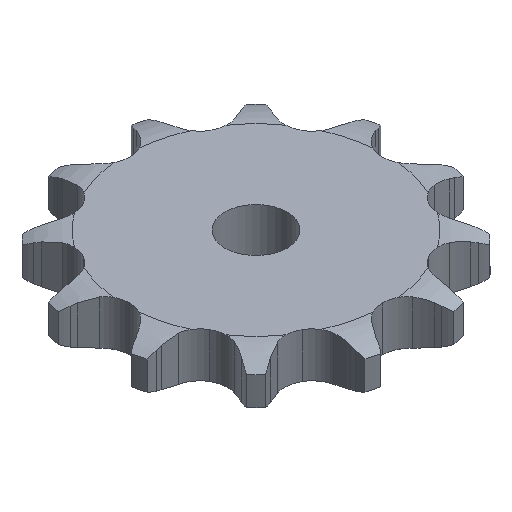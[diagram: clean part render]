
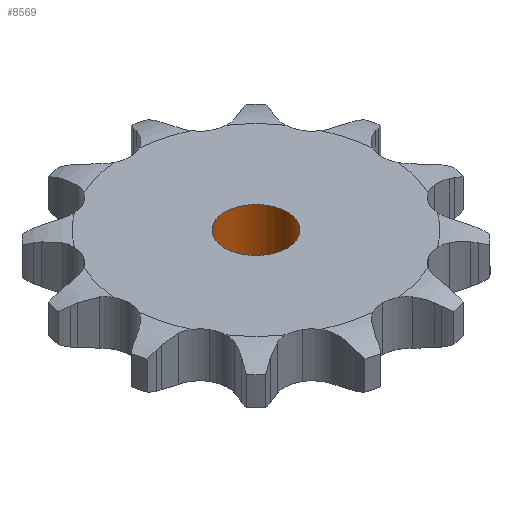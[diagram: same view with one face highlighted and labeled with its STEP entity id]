
A CAD part, isometric view. The second image highlights one B-rep face of the part: STEP entity #8569.
In plain terms, the highlighted cylindrical face has radius 5 mm (diameter 10 mm), a full revolution.
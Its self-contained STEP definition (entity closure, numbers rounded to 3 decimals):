
#446 = PLANE('',#447);
#447 = AXIS2_PLACEMENT_3D('',#448,#449,#450);
#448 = CARTESIAN_POINT('',(0.,0.,7.2));
#449 = DIRECTION('',(-0.,-0.,-1.));
#450 = DIRECTION('',(-1.,0.,0.));
#652 = PLANE('',#653);
#653 = AXIS2_PLACEMENT_3D('',#654,#655,#656);
#654 = CARTESIAN_POINT('',(0.,0.,0.));
#655 = DIRECTION('',(-0.,-0.,-1.));
#656 = DIRECTION('',(-1.,0.,0.));
#2080 = EDGE_CURVE('',#2081,#2081,#2083,.T.);
#2081 = VERTEX_POINT('',#2082);
#2082 = CARTESIAN_POINT('',(5.,0.,7.2));
#2083 = SURFACE_CURVE('',#2084,(#2089,#2100),.PCURVE_S1.);
#2084 = CIRCLE('',#2085,5.);
#2085 = AXIS2_PLACEMENT_3D('',#2086,#2087,#2088);
#2086 = CARTESIAN_POINT('',(0.,0.,7.2));
#2087 = DIRECTION('',(0.,0.,1.));
#2088 = DIRECTION('',(1.,0.,0.));
#2089 = PCURVE('',#446,#2090);
#2090 = DEFINITIONAL_REPRESENTATION('',(#2091),#2099);
#2091 = ( BOUNDED_CURVE() B_SPLINE_CURVE(2,(#2092,#2093,#2094,#2095,
#2096,#2097,#2098),.UNSPECIFIED.,.T.,.F.) B_SPLINE_CURVE_WITH_KNOTS((1,2
    ,2,2,2,1),(-2.094,0.,2.094,4.189,
6.283,8.378),.UNSPECIFIED.) CURVE() 
GEOMETRIC_REPRESENTATION_ITEM() RATIONAL_B_SPLINE_CURVE((1.,0.5,1.,0.5,
1.,0.5,1.)) REPRESENTATION_ITEM('') );
#2092 = CARTESIAN_POINT('',(-5.,0.));
#2093 = CARTESIAN_POINT('',(-5.,8.66));
#2094 = CARTESIAN_POINT('',(2.5,4.33));
#2095 = CARTESIAN_POINT('',(10.,0.));
#2096 = CARTESIAN_POINT('',(2.5,-4.33));
#2097 = CARTESIAN_POINT('',(-5.,-8.66));
#2098 = CARTESIAN_POINT('',(-5.,0.));
#2099 = ( GEOMETRIC_REPRESENTATION_CONTEXT(2) 
PARAMETRIC_REPRESENTATION_CONTEXT() REPRESENTATION_CONTEXT('2D SPACE',''
  ) );
#2100 = PCURVE('',#2101,#2106);
#2101 = CYLINDRICAL_SURFACE('',#2102,5.);
#2102 = AXIS2_PLACEMENT_3D('',#2103,#2104,#2105);
#2103 = CARTESIAN_POINT('',(0.,0.,86.932));
#2104 = DIRECTION('',(0.,0.,1.));
#2105 = DIRECTION('',(1.,0.,0.));
#2106 = DEFINITIONAL_REPRESENTATION('',(#2107),#2111);
#2107 = LINE('',#2108,#2109);
#2108 = CARTESIAN_POINT('',(0.,-79.732));
#2109 = VECTOR('',#2110,1.);
#2110 = DIRECTION('',(1.,0.));
#2111 = ( GEOMETRIC_REPRESENTATION_CONTEXT(2) 
PARAMETRIC_REPRESENTATION_CONTEXT() REPRESENTATION_CONTEXT('2D SPACE',''
  ) );
#3235 = EDGE_CURVE('',#3236,#3236,#3238,.T.);
#3236 = VERTEX_POINT('',#3237);
#3237 = CARTESIAN_POINT('',(5.,0.,0.));
#3238 = SURFACE_CURVE('',#3239,(#3244,#3255),.PCURVE_S1.);
#3239 = CIRCLE('',#3240,5.);
#3240 = AXIS2_PLACEMENT_3D('',#3241,#3242,#3243);
#3241 = CARTESIAN_POINT('',(0.,0.,0.));
#3242 = DIRECTION('',(0.,0.,1.));
#3243 = DIRECTION('',(1.,0.,0.));
#3244 = PCURVE('',#652,#3245);
#3245 = DEFINITIONAL_REPRESENTATION('',(#3246),#3254);
#3246 = ( BOUNDED_CURVE() B_SPLINE_CURVE(2,(#3247,#3248,#3249,#3250,
#3251,#3252,#3253),.UNSPECIFIED.,.T.,.F.) B_SPLINE_CURVE_WITH_KNOTS((1,2
    ,2,2,2,1),(-2.094,0.,2.094,4.189,
6.283,8.378),.UNSPECIFIED.) CURVE() 
GEOMETRIC_REPRESENTATION_ITEM() RATIONAL_B_SPLINE_CURVE((1.,0.5,1.,0.5,
1.,0.5,1.)) REPRESENTATION_ITEM('') );
#3247 = CARTESIAN_POINT('',(-5.,0.));
#3248 = CARTESIAN_POINT('',(-5.,8.66));
#3249 = CARTESIAN_POINT('',(2.5,4.33));
#3250 = CARTESIAN_POINT('',(10.,0.));
#3251 = CARTESIAN_POINT('',(2.5,-4.33));
#3252 = CARTESIAN_POINT('',(-5.,-8.66));
#3253 = CARTESIAN_POINT('',(-5.,0.));
#3254 = ( GEOMETRIC_REPRESENTATION_CONTEXT(2) 
PARAMETRIC_REPRESENTATION_CONTEXT() REPRESENTATION_CONTEXT('2D SPACE',''
  ) );
#3255 = PCURVE('',#2101,#3256);
#3256 = DEFINITIONAL_REPRESENTATION('',(#3257),#3261);
#3257 = LINE('',#3258,#3259);
#3258 = CARTESIAN_POINT('',(0.,-86.932));
#3259 = VECTOR('',#3260,1.);
#3260 = DIRECTION('',(1.,0.));
#3261 = ( GEOMETRIC_REPRESENTATION_CONTEXT(2) 
PARAMETRIC_REPRESENTATION_CONTEXT() REPRESENTATION_CONTEXT('2D SPACE',''
  ) );
#8569 = ADVANCED_FACE('',(#8570),#2101,.F.);
#8570 = FACE_BOUND('',#8571,.F.);
#8571 = EDGE_LOOP('',(#8572,#8573,#8594,#8595));
#8572 = ORIENTED_EDGE('',*,*,#2080,.F.);
#8573 = ORIENTED_EDGE('',*,*,#8574,.T.);
#8574 = EDGE_CURVE('',#2081,#3236,#8575,.T.);
#8575 = SEAM_CURVE('',#8576,(#8580,#8587),.PCURVE_S1.);
#8576 = LINE('',#8577,#8578);
#8577 = CARTESIAN_POINT('',(5.,0.,86.932));
#8578 = VECTOR('',#8579,1.);
#8579 = DIRECTION('',(-0.,-0.,-1.));
#8580 = PCURVE('',#2101,#8581);
#8581 = DEFINITIONAL_REPRESENTATION('',(#8582),#8586);
#8582 = LINE('',#8583,#8584);
#8583 = CARTESIAN_POINT('',(6.283,0.));
#8584 = VECTOR('',#8585,1.);
#8585 = DIRECTION('',(0.,-1.));
#8586 = ( GEOMETRIC_REPRESENTATION_CONTEXT(2) 
PARAMETRIC_REPRESENTATION_CONTEXT() REPRESENTATION_CONTEXT('2D SPACE',''
  ) );
#8587 = PCURVE('',#2101,#8588);
#8588 = DEFINITIONAL_REPRESENTATION('',(#8589),#8593);
#8589 = LINE('',#8590,#8591);
#8590 = CARTESIAN_POINT('',(0.,0.));
#8591 = VECTOR('',#8592,1.);
#8592 = DIRECTION('',(0.,-1.));
#8593 = ( GEOMETRIC_REPRESENTATION_CONTEXT(2) 
PARAMETRIC_REPRESENTATION_CONTEXT() REPRESENTATION_CONTEXT('2D SPACE',''
  ) );
#8594 = ORIENTED_EDGE('',*,*,#3235,.T.);
#8595 = ORIENTED_EDGE('',*,*,#8574,.F.);
